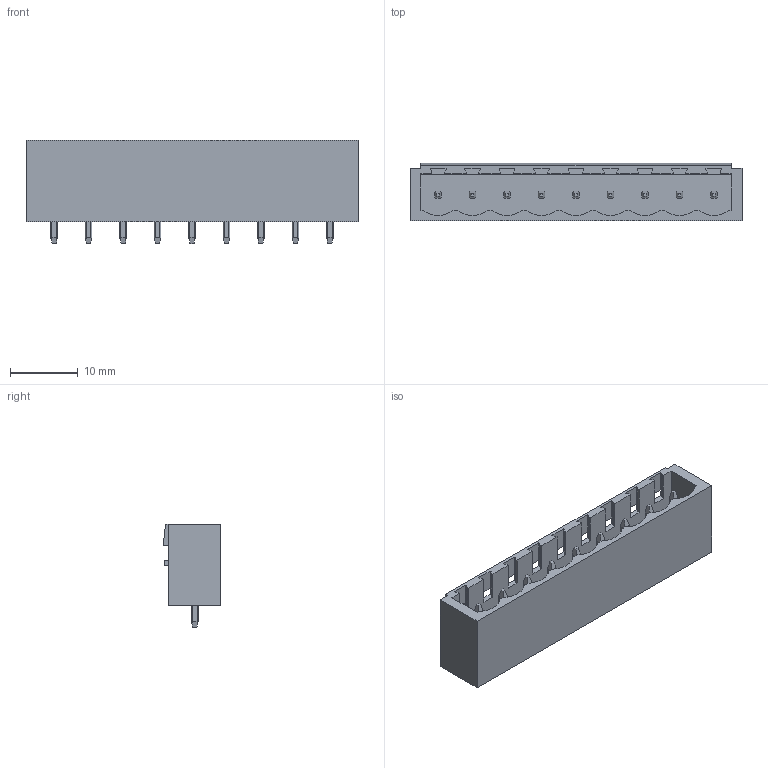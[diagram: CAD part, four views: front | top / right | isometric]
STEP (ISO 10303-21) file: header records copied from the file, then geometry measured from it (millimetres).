
FILE_DESCRIPTION(('CATIA V5 STEP Exchange','CAx-IF Rec.Pracs.--- Model Styling and Organization---1.2---2011-12-15'),'2;1');
FILE_NAME ('D1449182_0', '2018-10-27T08:01:27+00:00', ('none'), ('Weidmueller'), 'CATIA Version 5-6 Release 2014', 'CATIA V5 STEP AP214', 'none');
FILE_SCHEMA(('AUTOMOTIVE_DESIGN { 1 0 10303 214 1 1 1 1 }'));
Length unit declared in the file: millimetre
Products named in the file (1): 1148870000
Bounding box: 48.92 x 8.43 x 15.2 mm (x, y, z)
Volume: 2377.8 mm3; surface area: 3719.8 mm2
Topology: 10 solids, 10 shells, 347 faces, 1035 edges, 692 vertices
Faces by surface type: plane 264, cylinder 83
Entity records: 10871 total; most frequent: CARTESIAN_POINT 2437, ORIENTED_EDGE 2070, DIRECTION 1229, EDGE_CURVE 1035, VECTOR 725, LINE 725, VERTEX_POINT 692, EDGE_LOOP 367
